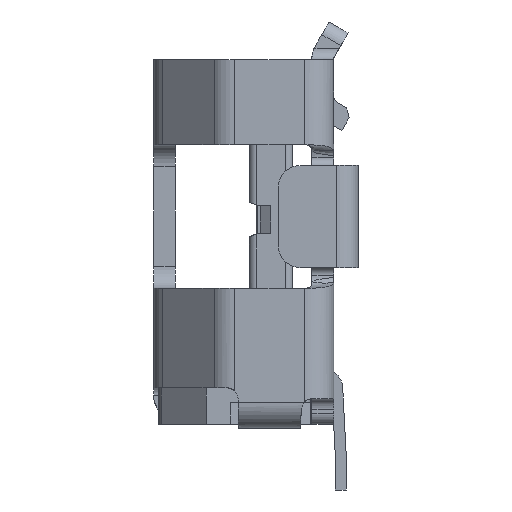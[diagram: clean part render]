
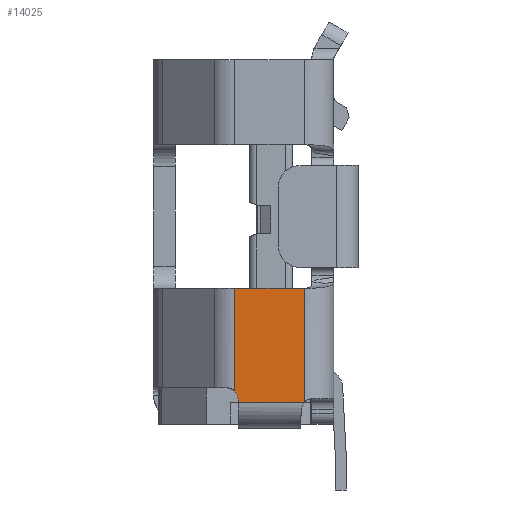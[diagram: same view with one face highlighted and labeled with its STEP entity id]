
A CAD part, left-side view. The second image highlights one B-rep face of the part: STEP entity #14025.
In plain terms, the highlighted planar face has unit normal (-1, 0, 0).
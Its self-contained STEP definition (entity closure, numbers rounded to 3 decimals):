
#658=CIRCLE('',#15041,0.15);
#659=CIRCLE('',#15042,0.15);
#1334=FACE_OUTER_BOUND('',#2088,.T.);
#2088=EDGE_LOOP('',(#11879,#11880,#11881,#11882,#11883,#11884,#11885));
#3520=LINE('',#22624,#5118);
#3532=LINE('',#22666,#5130);
#3550=LINE('',#22945,#5148);
#3551=LINE('',#22948,#5149);
#3552=LINE('',#22950,#5150);
#5118=VECTOR('',#18188,1000.);
#5130=VECTOR('',#18214,1000.);
#5148=VECTOR('',#18260,1000.);
#5149=VECTOR('',#18263,1000.);
#5150=VECTOR('',#18266,1000.);
#6482=VERTEX_POINT('',#22601);
#6483=VERTEX_POINT('',#22609);
#6495=VERTEX_POINT('',#22654);
#6496=VERTEX_POINT('',#22665);
#6513=VERTEX_POINT('',#22943);
#6514=VERTEX_POINT('',#22944);
#6515=VERTEX_POINT('',#22946);
#8321=EDGE_CURVE('',#6483,#6482,#3520,.T.);
#8336=EDGE_CURVE('',#6495,#6496,#3532,.T.);
#8366=EDGE_CURVE('',#6513,#6514,#3550,.T.);
#8367=EDGE_CURVE('',#6515,#6514,#658,.T.);
#8368=EDGE_CURVE('',#6496,#6515,#3551,.T.);
#8369=EDGE_CURVE('',#6495,#6482,#659,.T.);
#8370=EDGE_CURVE('',#6483,#6513,#3552,.T.);
#11879=ORIENTED_EDGE('',*,*,#8366,.T.);
#11880=ORIENTED_EDGE('',*,*,#8367,.F.);
#11881=ORIENTED_EDGE('',*,*,#8368,.F.);
#11882=ORIENTED_EDGE('',*,*,#8336,.F.);
#11883=ORIENTED_EDGE('',*,*,#8369,.T.);
#11884=ORIENTED_EDGE('',*,*,#8321,.F.);
#11885=ORIENTED_EDGE('',*,*,#8370,.T.);
#13387=PLANE('',#15040);
#14025=ADVANCED_FACE('',(#1334),#13387,.F.);
#15040=AXIS2_PLACEMENT_3D('',#22942,#18258,#18259);
#15041=AXIS2_PLACEMENT_3D('',#22947,#18261,#18262);
#15042=AXIS2_PLACEMENT_3D('',#22949,#18264,#18265);
#18188=DIRECTION('',(0.,0.,-1.));
#18214=DIRECTION('',(0.,1.,0.));
#18258=DIRECTION('center_axis',(1.,0.,0.));
#18259=DIRECTION('ref_axis',(0.,1.,0.));
#18260=DIRECTION('',(0.,0.,-1.));
#18261=DIRECTION('center_axis',(-1.,0.,0.));
#18262=DIRECTION('ref_axis',(0.,0.,1.));
#18263=DIRECTION('',(0.,0.,1.));
#18264=DIRECTION('center_axis',(1.,0.,0.));
#18265=DIRECTION('ref_axis',(0.,0.,1.));
#18266=DIRECTION('',(0.,1.,0.));
#22601=CARTESIAN_POINT('',(-3.75,-0.835,-1.188));
#22609=CARTESIAN_POINT('',(-3.75,-0.835,0.366));
#22624=CARTESIAN_POINT('',(-3.75,-0.835,1.15));
#22654=CARTESIAN_POINT('',(-3.75,-0.823,-1.2));
#22665=CARTESIAN_POINT('',(-3.75,0.075,-1.2));
#22666=CARTESIAN_POINT('',(-3.75,-0.355,-1.2));
#22942=CARTESIAN_POINT('Origin',(-3.75,-0.865,-1.294));
#22943=CARTESIAN_POINT('',(-3.75,0.124,0.366));
#22944=CARTESIAN_POINT('',(-3.75,0.124,-1.039));
#22945=CARTESIAN_POINT('',(-3.75,0.124,-0.336));
#22946=CARTESIAN_POINT('',(-3.75,0.075,-1.15));
#22947=CARTESIAN_POINT('Origin',(-3.75,0.225,-1.15));
#22948=CARTESIAN_POINT('',(-3.75,0.075,1.15));
#22949=CARTESIAN_POINT('Origin',(-3.75,-0.935,-1.3));
#22950=CARTESIAN_POINT('',(-3.75,0.03,0.366));
